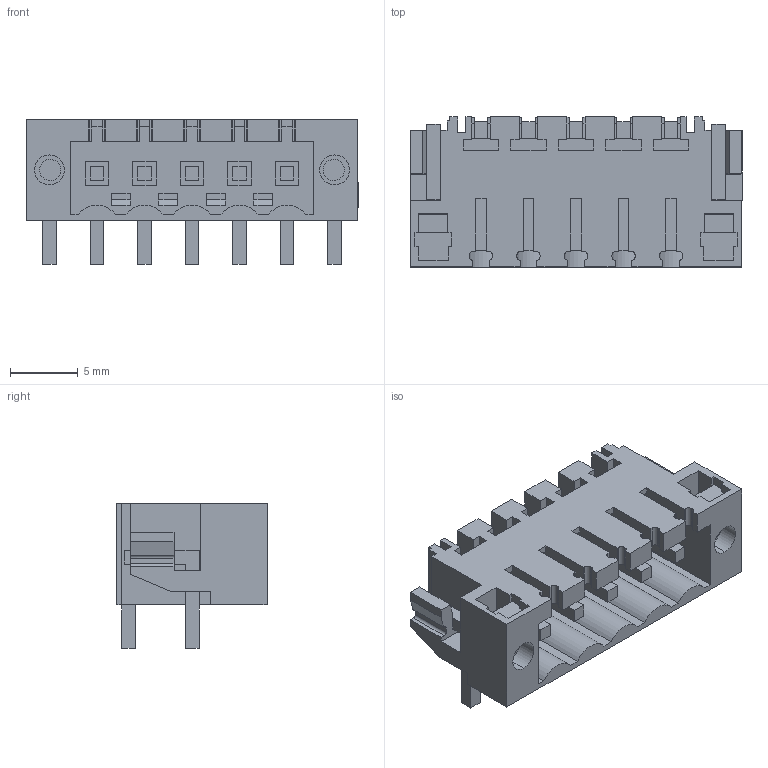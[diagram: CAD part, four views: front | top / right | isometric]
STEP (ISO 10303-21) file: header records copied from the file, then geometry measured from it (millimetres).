
FILE_DESCRIPTION(('CATIA V5 STEP Exchange','CAx-IF Rec.Pracs.--- Model Styling and Organization---1.2---2011-12-15'),'2;1');
FILE_NAME ('D1457205_0_1841890000_1841890000.stp','2018-03-14T12:55:22+00:00',('none'),('Weidmueller'),'CATIA Version 5-6 Release 2014','CATIA V5 STEP AP214','none');
FILE_SCHEMA(('AUTOMOTIVE_DESIGN { 1 0 10303 214 1 1 1 1 }'));
Length unit declared in the file: millimetre
Products named in the file (1): 1841890000
Bounding box: 24.45 x 11.05 x 10.65 mm (x, y, z)
Volume: 935.1 mm3; surface area: 2424.6 mm2
Topology: 8 solids, 8 shells, 461 faces, 1370 edges, 936 vertices
Faces by surface type: plane 424, cylinder 37
Entity records: 15084 total; most frequent: ORIENTED_EDGE 2740, CARTESIAN_POINT 2669, DIRECTION 2048, EDGE_CURVE 1370, VECTOR 1296, LINE 1296, VERTEX_POINT 936, EDGE_LOOP 490
